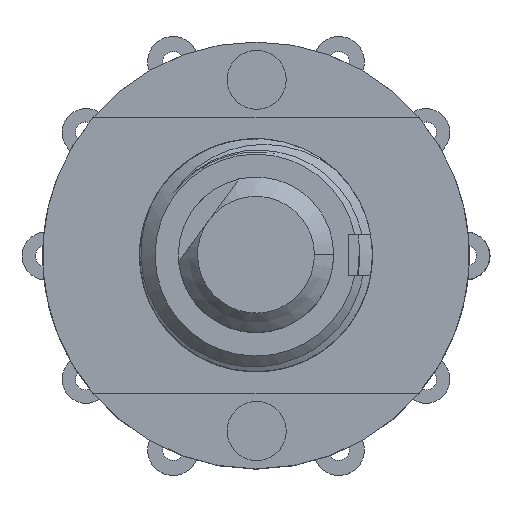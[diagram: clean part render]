
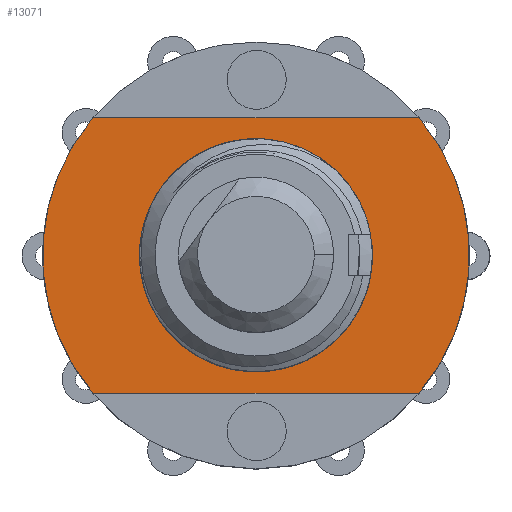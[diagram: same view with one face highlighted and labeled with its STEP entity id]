
A CAD part, top view. The second image highlights one B-rep face of the part: STEP entity #13071.
In plain terms, the highlighted planar face has unit normal (0, 0, 1).
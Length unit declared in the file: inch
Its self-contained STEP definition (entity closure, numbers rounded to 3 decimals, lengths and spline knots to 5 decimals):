
#3074=CARTESIAN_POINT('',(0.,0.,0.226));
#3075=DIRECTION('',(0.,0.,1.));
#3076=DIRECTION('',(-0.764,0.645,0.));
#3077=AXIS2_PLACEMENT_3D('',#3074,#3075,#3076);
#3079=DIRECTION('',(-1.,0.,0.));
#3080=VECTOR('',#3079,0.52478);
#3081=CARTESIAN_POINT('',(0.26239,0.22169,0.226));
#3082=LINE('',#3081,#3080);
#3083=CARTESIAN_POINT('',(0.,0.,0.226));
#3084=DIRECTION('',(0.,0.,1.));
#3085=DIRECTION('',(0.764,-0.645,0.));
#3086=AXIS2_PLACEMENT_3D('',#3083,#3084,#3085);
#3088=DIRECTION('',(1.,0.,0.));
#3089=VECTOR('',#3088,0.52478);
#3090=CARTESIAN_POINT('',(-0.26239,-0.22169,0.226));
#3091=LINE('',#3090,#3089);
#3092=CARTESIAN_POINT('',(-0.12265,-0.14182,0.226));
#3093=CARTESIAN_POINT('',(-0.11392,-0.14937,0.226));
#3094=CARTESIAN_POINT('',(-0.09541,-0.16261,0.226));
#3095=CARTESIAN_POINT('',(-0.0642,-0.17729,0.226));
#3096=CARTESIAN_POINT('',(-0.03092,-0.18599,0.226));
#3097=CARTESIAN_POINT('',(0.0034,-0.18852,0.226));
#3098=CARTESIAN_POINT('',(0.03761,-0.18476,0.226));
#3099=CARTESIAN_POINT('',(0.07057,-0.17484,0.226));
#3100=CARTESIAN_POINT('',(0.10117,-0.15911,0.226));
#3101=CARTESIAN_POINT('',(0.1284,-0.13807,0.226));
#3102=CARTESIAN_POINT('',(0.15136,-0.11243,0.226));
#3103=CARTESIAN_POINT('',(0.16927,-0.08304,0.226));
#3104=CARTESIAN_POINT('',(0.18155,-0.05089,0.226));
#3105=CARTESIAN_POINT('',(0.18778,-0.01704,0.226));
#3106=CARTESIAN_POINT('',(0.18774,0.01737,0.226));
#3107=CARTESIAN_POINT('',(0.18146,0.05121,0.226));
#3108=CARTESIAN_POINT('',(0.16913,0.08334,0.226));
#3109=CARTESIAN_POINT('',(0.15116,0.11269,0.226));
#3110=CARTESIAN_POINT('',(0.12816,0.13829,0.226));
#3111=CARTESIAN_POINT('',(0.10089,0.15928,0.226));
#3112=CARTESIAN_POINT('',(0.07026,0.17497,0.226));
#3113=CARTESIAN_POINT('',(0.03729,0.18482,0.226));
#3114=CARTESIAN_POINT('',(0.00307,0.18852,0.226));
#3115=CARTESIAN_POINT('',(-0.03125,0.18594,0.226));
#3116=CARTESIAN_POINT('',(-0.06451,0.17717,0.226));
#3117=CARTESIAN_POINT('',(-0.09569,0.16245,0.226));
#3118=CARTESIAN_POINT('',(-0.11418,0.14917,0.226));
#3119=CARTESIAN_POINT('',(-0.1229,0.1416,0.226));
#3153=CARTESIAN_POINT('',(0.,0.,0.226));
#3154=DIRECTION('',(0.,0.,1.));
#3155=DIRECTION('',(-0.655,0.755,0.));
#3156=AXIS2_PLACEMENT_3D('',#3153,#3154,#3155);
#8282=CARTESIAN_POINT('',(0.26239,0.22169,0.226));
#8283=CARTESIAN_POINT('',(-0.26239,0.22169,0.226));
#8284=VERTEX_POINT('',#8282);
#8285=VERTEX_POINT('',#8283);
#8286=CARTESIAN_POINT('',(-0.26239,-0.22169,0.226));
#8287=CARTESIAN_POINT('',(0.26239,-0.22169,0.226));
#8288=VERTEX_POINT('',#8286);
#8289=VERTEX_POINT('',#8287);
#8664=CARTESIAN_POINT('',(-0.1229,0.1416,0.226));
#8665=CARTESIAN_POINT('',(-0.12265,-0.14182,0.226));
#8666=VERTEX_POINT('',#8664);
#8667=VERTEX_POINT('',#8665);
#13053=CARTESIAN_POINT('',(0.,0.,0.226));
#13054=DIRECTION('',(0.,0.,1.));
#13055=DIRECTION('',(1.,0.,0.));
#13056=AXIS2_PLACEMENT_3D('',#13053,#13054,#13055);
#13057=PLANE('',#13056);
#13058=ORIENTED_EDGE('',*,*,#12956,.F.);
#13059=ORIENTED_EDGE('',*,*,#13023,.F.);
#13060=ORIENTED_EDGE('',*,*,#12948,.F.);
#13062=ORIENTED_EDGE('',*,*,#13061,.F.);
#13063=EDGE_LOOP('',(#13058,#13059,#13060,#13062));
#13064=FACE_OUTER_BOUND('',#13063,.F.);
#13066=ORIENTED_EDGE('',*,*,#13065,.T.);
#13068=ORIENTED_EDGE('',*,*,#13067,.T.);
#13069=EDGE_LOOP('',(#13066,#13068));
#13070=FACE_BOUND('',#13069,.F.);
#13071=ADVANCED_FACE('',(#13064,#13070),#13057,.T.);
#3078=CIRCLE('',#3077,0.3435);
#3087=CIRCLE('',#3086,0.3435);
#3120=B_SPLINE_CURVE_WITH_KNOTS('',3,(#3092,#3093,#3094,#3095,#3096,#3097,#3098,
#3099,#3100,#3101,#3102,#3103,#3104,#3105,#3106,#3107,#3108,#3109,#3110,#3111,
#3112,#3113,#3114,#3115,#3116,#3117,#3118,#3119),.UNSPECIFIED.,.F.,.F.,(4,1,1,1,
1,1,1,1,1,1,1,1,1,1,1,1,1,1,1,1,1,1,1,1,1,4),(0.,0.04,0.08,0.12,0.16,
0.2,0.24,0.28,0.32,0.36,0.4,0.44,0.48,0.52,0.56,0.6,
0.64,0.68,0.72,0.76,0.8,0.84,0.88,0.92,0.96,1.),
.UNSPECIFIED.);
#3157=CIRCLE('',#3156,0.1875);
#12948=EDGE_CURVE('',#8289,#8284,#3087,.T.);
#12956=EDGE_CURVE('',#8285,#8288,#3078,.T.);
#13023=EDGE_CURVE('',#8284,#8285,#3082,.T.);
#13061=EDGE_CURVE('',#8288,#8289,#3091,.T.);
#13065=EDGE_CURVE('',#8666,#8667,#3157,.T.);
#13067=EDGE_CURVE('',#8667,#8666,#3120,.T.);
